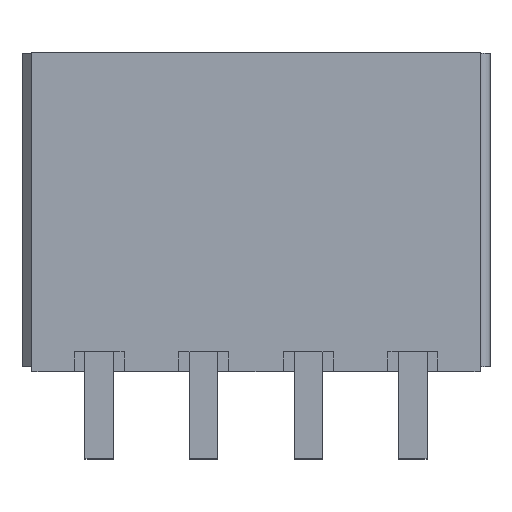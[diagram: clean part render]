
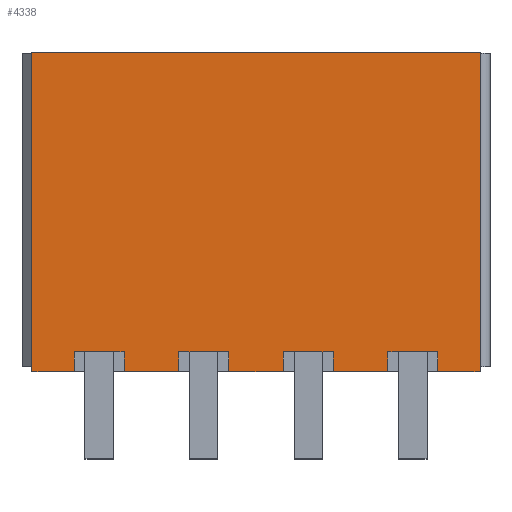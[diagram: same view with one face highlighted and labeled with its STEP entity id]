
A CAD part, top view. The second image highlights one B-rep face of the part: STEP entity #4338.
In plain terms, the highlighted planar face has unit normal (0, 0, 1).
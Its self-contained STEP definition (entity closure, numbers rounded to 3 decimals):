
#9=DIRECTION('',(0.,-1.,0.));
#10=VECTOR('',#9,12.8);
#11=CARTESIAN_POINT('',(-9.,12.8,4.8));
#12=LINE('',#11,#10);
#545=DIRECTION('',(1.,0.,0.));
#546=VECTOR('',#545,2.);
#547=CARTESIAN_POINT('',(-7.3,0.8,4.8));
#548=LINE('',#547,#546);
#549=DIRECTION('',(0.,1.,0.));
#550=VECTOR('',#549,0.8);
#551=CARTESIAN_POINT('',(-7.3,0.,4.8));
#552=LINE('',#551,#550);
#553=DIRECTION('',(1.,0.,0.));
#554=VECTOR('',#553,18.);
#555=CARTESIAN_POINT('',(-9.,12.8,4.8));
#556=LINE('',#555,#554);
#557=DIRECTION('',(0.,1.,0.));
#558=VECTOR('',#557,0.8);
#559=CARTESIAN_POINT('',(7.3,0.,4.8));
#560=LINE('',#559,#558);
#561=DIRECTION('',(1.,0.,0.));
#562=VECTOR('',#561,2.);
#563=CARTESIAN_POINT('',(5.3,0.8,4.8));
#564=LINE('',#563,#562);
#565=DIRECTION('',(0.,1.,0.));
#566=VECTOR('',#565,0.8);
#567=CARTESIAN_POINT('',(5.3,0.,4.8));
#568=LINE('',#567,#566);
#569=DIRECTION('',(0.,1.,0.));
#570=VECTOR('',#569,0.8);
#571=CARTESIAN_POINT('',(3.1,0.,4.8));
#572=LINE('',#571,#570);
#573=DIRECTION('',(1.,0.,0.));
#574=VECTOR('',#573,2.);
#575=CARTESIAN_POINT('',(1.1,0.8,4.8));
#576=LINE('',#575,#574);
#577=DIRECTION('',(0.,1.,0.));
#578=VECTOR('',#577,0.8);
#579=CARTESIAN_POINT('',(1.1,0.,4.8));
#580=LINE('',#579,#578);
#581=DIRECTION('',(0.,1.,0.));
#582=VECTOR('',#581,0.8);
#583=CARTESIAN_POINT('',(-1.1,0.,4.8));
#584=LINE('',#583,#582);
#585=DIRECTION('',(1.,0.,0.));
#586=VECTOR('',#585,2.);
#587=CARTESIAN_POINT('',(-3.1,0.8,4.8));
#588=LINE('',#587,#586);
#589=DIRECTION('',(0.,1.,0.));
#590=VECTOR('',#589,0.8);
#591=CARTESIAN_POINT('',(-3.1,0.,4.8));
#592=LINE('',#591,#590);
#593=DIRECTION('',(0.,1.,0.));
#594=VECTOR('',#593,0.8);
#595=CARTESIAN_POINT('',(-5.3,0.,4.8));
#596=LINE('',#595,#594);
#613=DIRECTION('',(1.,0.,0.));
#614=VECTOR('',#613,1.7);
#615=CARTESIAN_POINT('',(7.3,0.,4.8));
#616=LINE('',#615,#614);
#637=DIRECTION('',(1.,0.,0.));
#638=VECTOR('',#637,2.2);
#639=CARTESIAN_POINT('',(3.1,0.,4.8));
#640=LINE('',#639,#638);
#665=DIRECTION('',(1.,0.,0.));
#666=VECTOR('',#665,2.2);
#667=CARTESIAN_POINT('',(-1.1,0.,4.8));
#668=LINE('',#667,#666);
#693=DIRECTION('',(1.,0.,0.));
#694=VECTOR('',#693,2.2);
#695=CARTESIAN_POINT('',(-5.3,0.,4.8));
#696=LINE('',#695,#694);
#713=DIRECTION('',(1.,0.,0.));
#714=VECTOR('',#713,1.7);
#715=CARTESIAN_POINT('',(-9.,0.,4.8));
#716=LINE('',#715,#714);
#857=DIRECTION('',(0.,-1.,0.));
#858=VECTOR('',#857,12.8);
#859=CARTESIAN_POINT('',(9.,12.8,4.8));
#860=LINE('',#859,#858);
#2787=CARTESIAN_POINT('',(-9.,12.8,4.8));
#2788=CARTESIAN_POINT('',(-9.,0.,4.8));
#2789=VERTEX_POINT('',#2787);
#2790=VERTEX_POINT('',#2788);
#2795=CARTESIAN_POINT('',(9.,12.8,4.8));
#2796=CARTESIAN_POINT('',(9.,0.,4.8));
#2797=VERTEX_POINT('',#2795);
#2798=VERTEX_POINT('',#2796);
#2917=CARTESIAN_POINT('',(7.3,0.,4.8));
#2918=VERTEX_POINT('',#2917);
#3121=CARTESIAN_POINT('',(5.3,0.,4.8));
#3123=VERTEX_POINT('',#3121);
#3135=CARTESIAN_POINT('',(5.3,0.8,4.8));
#3136=CARTESIAN_POINT('',(7.3,0.8,4.8));
#3137=VERTEX_POINT('',#3135);
#3138=VERTEX_POINT('',#3136);
#3223=CARTESIAN_POINT('',(3.1,0.8,4.8));
#3224=VERTEX_POINT('',#3223);
#3225=CARTESIAN_POINT('',(1.1,0.8,4.8));
#3226=VERTEX_POINT('',#3225);
#3375=CARTESIAN_POINT('',(-1.1,0.8,4.8));
#3376=VERTEX_POINT('',#3375);
#3377=CARTESIAN_POINT('',(-3.1,0.8,4.8));
#3378=VERTEX_POINT('',#3377);
#3527=CARTESIAN_POINT('',(-5.3,0.8,4.8));
#3528=VERTEX_POINT('',#3527);
#3529=CARTESIAN_POINT('',(-7.3,0.8,4.8));
#3530=VERTEX_POINT('',#3529);
#3655=CARTESIAN_POINT('',(3.1,0.,4.8));
#3657=VERTEX_POINT('',#3655);
#3659=CARTESIAN_POINT('',(1.1,0.,4.8));
#3661=VERTEX_POINT('',#3659);
#3671=CARTESIAN_POINT('',(-1.1,0.,4.8));
#3673=VERTEX_POINT('',#3671);
#3675=CARTESIAN_POINT('',(-3.1,0.,4.8));
#3677=VERTEX_POINT('',#3675);
#3687=CARTESIAN_POINT('',(-5.3,0.,4.8));
#3689=VERTEX_POINT('',#3687);
#3691=CARTESIAN_POINT('',(-7.3,0.,4.8));
#3693=VERTEX_POINT('',#3691);
#4295=CARTESIAN_POINT('',(-9.,12.8,4.8));
#4296=DIRECTION('',(0.,0.,1.));
#4297=DIRECTION('',(0.,-1.,0.));
#4298=AXIS2_PLACEMENT_3D('',#4295,#4296,#4297);
#4299=PLANE('',#4298);
#4300=ORIENTED_EDGE('',*,*,#4233,.F.);
#4302=ORIENTED_EDGE('',*,*,#4301,.F.);
#4304=ORIENTED_EDGE('',*,*,#4303,.F.);
#4305=ORIENTED_EDGE('',*,*,#3712,.F.);
#4307=ORIENTED_EDGE('',*,*,#4306,.T.);
#4309=ORIENTED_EDGE('',*,*,#4308,.T.);
#4311=ORIENTED_EDGE('',*,*,#4310,.F.);
#4313=ORIENTED_EDGE('',*,*,#4312,.T.);
#4314=ORIENTED_EDGE('',*,*,#4139,.F.);
#4316=ORIENTED_EDGE('',*,*,#4315,.F.);
#4318=ORIENTED_EDGE('',*,*,#4317,.F.);
#4320=ORIENTED_EDGE('',*,*,#4319,.T.);
#4322=ORIENTED_EDGE('',*,*,#4321,.F.);
#4324=ORIENTED_EDGE('',*,*,#4323,.F.);
#4326=ORIENTED_EDGE('',*,*,#4325,.F.);
#4328=ORIENTED_EDGE('',*,*,#4327,.T.);
#4330=ORIENTED_EDGE('',*,*,#4329,.F.);
#4332=ORIENTED_EDGE('',*,*,#4331,.F.);
#4334=ORIENTED_EDGE('',*,*,#4333,.F.);
#4335=ORIENTED_EDGE('',*,*,#4287,.T.);
#4336=EDGE_LOOP('',(#4300,#4302,#4304,#4305,#4307,#4309,#4311,#4313,#4314,#4316,
#4318,#4320,#4322,#4324,#4326,#4328,#4330,#4332,#4334,#4335));
#4337=FACE_OUTER_BOUND('',#4336,.F.);
#4338=ADVANCED_FACE('',(#4337),#4299,.T.);
#3712=EDGE_CURVE('',#2789,#2790,#12,.T.);
#4139=EDGE_CURVE('',#3137,#3138,#564,.T.);
#4233=EDGE_CURVE('',#3530,#3528,#548,.T.);
#4287=EDGE_CURVE('',#3689,#3528,#596,.T.);
#4301=EDGE_CURVE('',#3693,#3530,#552,.T.);
#4303=EDGE_CURVE('',#2790,#3693,#716,.T.);
#4306=EDGE_CURVE('',#2789,#2797,#556,.T.);
#4308=EDGE_CURVE('',#2797,#2798,#860,.T.);
#4310=EDGE_CURVE('',#2918,#2798,#616,.T.);
#4312=EDGE_CURVE('',#2918,#3138,#560,.T.);
#4315=EDGE_CURVE('',#3123,#3137,#568,.T.);
#4317=EDGE_CURVE('',#3657,#3123,#640,.T.);
#4319=EDGE_CURVE('',#3657,#3224,#572,.T.);
#4321=EDGE_CURVE('',#3226,#3224,#576,.T.);
#4323=EDGE_CURVE('',#3661,#3226,#580,.T.);
#4325=EDGE_CURVE('',#3673,#3661,#668,.T.);
#4327=EDGE_CURVE('',#3673,#3376,#584,.T.);
#4329=EDGE_CURVE('',#3378,#3376,#588,.T.);
#4331=EDGE_CURVE('',#3677,#3378,#592,.T.);
#4333=EDGE_CURVE('',#3689,#3677,#696,.T.);
